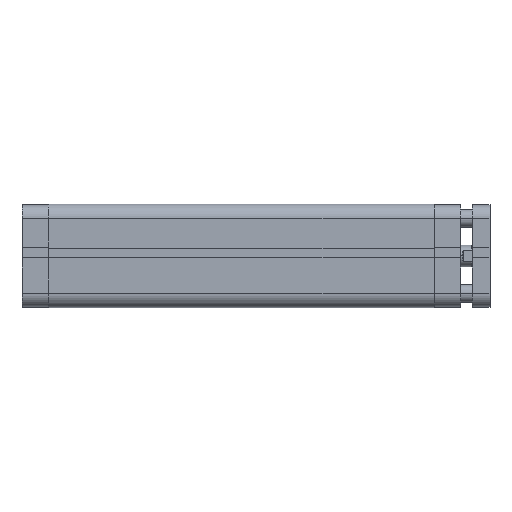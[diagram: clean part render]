
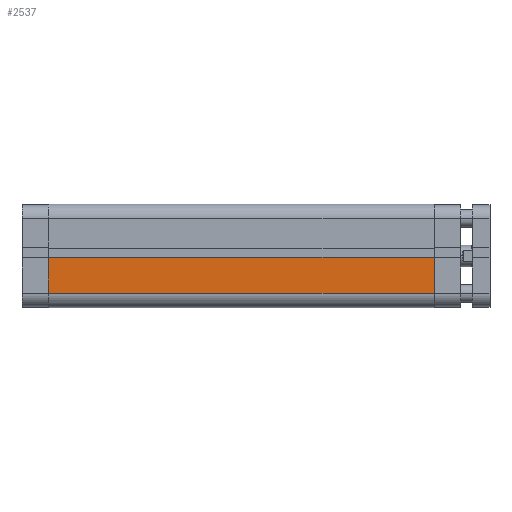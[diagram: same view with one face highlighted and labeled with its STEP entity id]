
A CAD part, top view. The second image highlights one B-rep face of the part: STEP entity #2537.
In plain terms, the highlighted face is planar.
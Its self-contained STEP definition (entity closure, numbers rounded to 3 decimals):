
#104 = FACE_OUTER_BOUND ( 'NONE', #3886, .T. ) ;
#740 = EDGE_CURVE ( 'NONE', #4749, #4723, #1568, .T. ) ;
#742 = EDGE_CURVE ( 'NONE', #4741, #4749, #1582, .T. ) ;
#743 = EDGE_CURVE ( 'NONE', #4741, #4728, #1584, .T. ) ;
#746 = EDGE_CURVE ( 'NONE', #4728, #4723, #1577, .T. ) ;
#1307 = ORIENTED_EDGE ( 'NONE', *, *, #740, .T. ) ;
#1308 = ORIENTED_EDGE ( 'NONE', *, *, #742, .T. ) ;
#1309 = ORIENTED_EDGE ( 'NONE', *, *, #743, .F. ) ;
#1310 = ORIENTED_EDGE ( 'NONE', *, *, #746, .F. ) ;
#1560 = VECTOR ( 'NONE', #5242, 1000. ) ;
#1568 = LINE ( 'NONE', #5241, #1560 ) ;
#1577 = LINE ( 'NONE', #5249, #1590 ) ;
#1582 = LINE ( 'NONE', #5245, #1583 ) ;
#1583 = VECTOR ( 'NONE', #5246, 1000. ) ;
#1584 = LINE ( 'NONE', #5247, #1585 ) ;
#1585 = VECTOR ( 'NONE', #5248, 1000. ) ;
#1590 = VECTOR ( 'NONE', #5255, 1000. ) ;
#2537 = ADVANCED_FACE ( 'NONE', ( #104 ), #8150, .T. ) ;
#3661 = AXIS2_PLACEMENT_3D ( 'NONE', #8149, #8152, #8153 ) ;
#3886 = EDGE_LOOP ( 'NONE', ( #1310, #1309, #1308, #1307 ) ) ;
#4723 = VERTEX_POINT ( 'NONE', #6489 ) ;
#4728 = VERTEX_POINT ( 'NONE', #6494 ) ;
#4741 = VERTEX_POINT ( 'NONE', #6507 ) ;
#4749 = VERTEX_POINT ( 'NONE', #6515 ) ;
#5241 = CARTESIAN_POINT ( 'NONE',  ( 29., 0.85, 216.5 ) ) ;
#5242 = DIRECTION ( 'NONE',  ( 0., 0., -1. ) ) ;
#5245 = CARTESIAN_POINT ( 'NONE',  ( 29., -63.941, 216.5 ) ) ;
#5246 = DIRECTION ( 'NONE',  ( 0., -1., 0. ) ) ;
#5247 = CARTESIAN_POINT ( 'NONE',  ( 29., 21., 216.5 ) ) ;
#5248 = DIRECTION ( 'NONE',  ( 0., 0., -1. ) ) ;
#5249 = CARTESIAN_POINT ( 'NONE',  ( 29., -63.941, 0. ) ) ;
#5255 = DIRECTION ( 'NONE',  ( 0., -1., 0. ) ) ;
#6489 = CARTESIAN_POINT ( 'NONE',  ( 29., 0.85, 0. ) ) ;
#6494 = CARTESIAN_POINT ( 'NONE',  ( 29., 21., 0. ) ) ;
#6507 = CARTESIAN_POINT ( 'NONE',  ( 29., 21., 216.5 ) ) ;
#6515 = CARTESIAN_POINT ( 'NONE',  ( 29., 0.85, 216.5 ) ) ;
#8149 = CARTESIAN_POINT ( 'NONE',  ( 29., -63.941, 216.5 ) ) ;
#8150 = PLANE ( 'NONE',  #3661 ) ;
#8152 = DIRECTION ( 'NONE',  ( 1., 0., 0. ) ) ;
#8153 = DIRECTION ( 'NONE',  ( 0., 1., 0. ) ) ;
